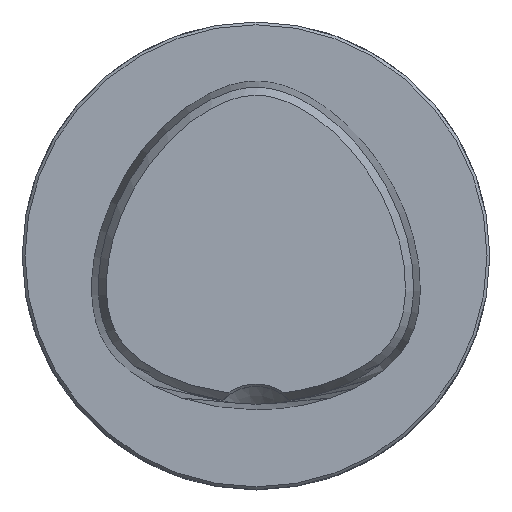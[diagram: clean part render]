
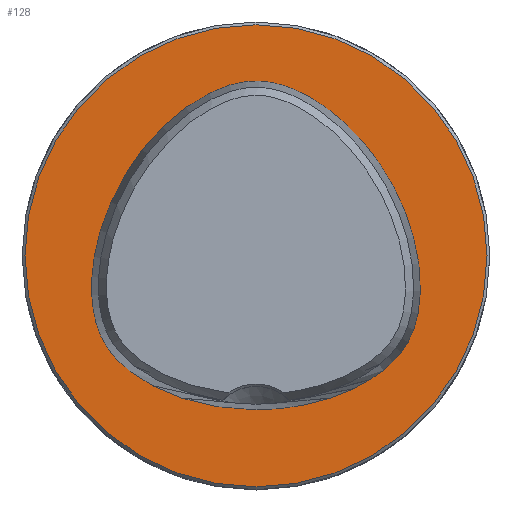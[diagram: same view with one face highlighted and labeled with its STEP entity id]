
A CAD part, top view. The second image highlights one B-rep face of the part: STEP entity #128.
In plain terms, the highlighted planar face has unit normal (0, 0, 1).
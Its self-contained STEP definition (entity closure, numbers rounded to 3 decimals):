
#114=FACE_BOUND('',#207,.T.);
#115=FACE_BOUND('',#208,.T.);
#128=ADVANCED_FACE('CU_E_LO_SU_1',(#114,#115),#157,.F.);
#157=PLANE('',#564);
#207=EDGE_LOOP('',(#294));
#208=EDGE_LOOP('',(#295));
#242=CIRCLE('',#563,24.7);
#294=ORIENTED_EDGE('',*,*,#432,.T.);
#295=ORIENTED_EDGE('',*,*,#470,.T.);
#385=VERTEX_POINT('',#1078);
#422=VERTEX_POINT('',#1535);
#432=EDGE_CURVE('',#385,#385,#497,.T.);
#470=EDGE_CURVE('',#422,#422,#242,.T.);
#497=B_SPLINE_CURVE_WITH_KNOTS('',3,(#1015,#1016,#1017,#1018,#1019,#1020,
#1021,#1022,#1023,#1024,#1025,#1026,#1027,#1028,#1029,#1030,#1031,#1032,
#1033,#1034,#1035,#1036,#1037,#1038,#1039,#1040,#1041,#1042,#1043,#1044,
#1045,#1046,#1047,#1048,#1049,#1050,#1051,#1052,#1053,#1054,#1055,#1056,
#1057,#1058,#1059,#1060,#1061,#1062,#1063,#1064,#1065,#1066,#1067,#1068,
#1069,#1070,#1071,#1072,#1073,#1074,#1075,#1076,#1077),.UNSPECIFIED.,.T.,
 .F.,(1,1,2,1,1,1,1,1,1,1,1,1,1,1,1,1,1,1,1,1,1,1,1,1,1,1,1,1,1,1,1,1,1,
1,1,1,1,1,1,1,1,1,1,1,1,1,1,1,1,1,1,1,1,1,1,1,1,1,1,1,1,1,2,1,1),(-0.063,
-0.031,0.,0.031,0.063,0.078,0.094,0.109,0.125,0.141,0.156,
0.164,0.172,0.18,0.188,0.203,0.219,0.234,0.25,0.266,
0.281,0.313,0.344,0.359,0.375,0.406,0.422,0.438,0.453,
0.469,0.484,0.492,0.5,0.508,0.516,0.531,0.547,0.563,
0.578,0.594,0.625,0.641,0.656,0.688,0.719,0.734,0.75,0.766,
0.781,0.797,0.813,0.82,0.828,0.836,0.844,0.859,0.875,
0.891,0.906,0.922,0.938,0.969,1.,1.031,1.063),
 .UNSPECIFIED.);
#563=AXIS2_PLACEMENT_3D('',#1534,#638,#639);
#564=AXIS2_PLACEMENT_3D('',#1536,#640,#641);
#638=DIRECTION('',(0.,0.,1.));
#639=DIRECTION('',(1.,0.,0.));
#640=DIRECTION('',(0.,0.,-1.));
#641=DIRECTION('',(-1.,0.,0.));
#1015=CARTESIAN_POINT('',(1.148,-16.455,0.));
#1016=CARTESIAN_POINT('',(-1.148,-16.455,0.));
#1017=CARTESIAN_POINT('',(-3.446,-16.307,0.));
#1018=CARTESIAN_POINT('',(-6.27,-15.742,0.));
#1019=CARTESIAN_POINT('',(-8.462,-15.051,0.));
#1020=CARTESIAN_POINT('',(-10.063,-14.406,0.));
#1021=CARTESIAN_POINT('',(-11.604,-13.626,0.));
#1022=CARTESIAN_POINT('',(-13.064,-12.701,0.));
#1023=CARTESIAN_POINT('',(-14.411,-11.614,0.));
#1024=CARTESIAN_POINT('',(-15.395,-10.552,0.));
#1025=CARTESIAN_POINT('',(-16.054,-9.603,0.));
#1026=CARTESIAN_POINT('',(-16.475,-8.844,0.));
#1027=CARTESIAN_POINT('',(-16.819,-8.048,0.));
#1028=CARTESIAN_POINT('',(-17.179,-6.952,0.));
#1029=CARTESIAN_POINT('',(-17.466,-5.536,0.));
#1030=CARTESIAN_POINT('',(-17.599,-3.812,0.));
#1031=CARTESIAN_POINT('',(-17.556,-2.085,0.));
#1032=CARTESIAN_POINT('',(-17.361,-0.371,0.));
#1033=CARTESIAN_POINT('',(-17.031,1.323,0.));
#1034=CARTESIAN_POINT('',(-16.424,3.54,0.));
#1035=CARTESIAN_POINT('',(-15.38,6.223,0.));
#1036=CARTESIAN_POINT('',(-13.995,8.746,0.));
#1037=CARTESIAN_POINT('',(-12.698,10.643,0.));
#1038=CARTESIAN_POINT('',(-11.279,12.451,0.));
#1039=CARTESIAN_POINT('',(-9.68,14.11,0.));
#1040=CARTESIAN_POINT('',(-7.907,15.575,0.));
#1041=CARTESIAN_POINT('',(-6.49,16.562,0.));
#1042=CARTESIAN_POINT('',(-4.988,17.415,0.));
#1043=CARTESIAN_POINT('',(-3.4,18.102,0.));
#1044=CARTESIAN_POINT('',(-2.009,18.496,0.));
#1045=CARTESIAN_POINT('',(-0.866,18.666,0.));
#1046=CARTESIAN_POINT('',(0.,18.71,0.));
#1047=CARTESIAN_POINT('',(0.866,18.666,0.));
#1048=CARTESIAN_POINT('',(2.009,18.496,0.));
#1049=CARTESIAN_POINT('',(3.4,18.102,0.));
#1050=CARTESIAN_POINT('',(4.988,17.415,0.));
#1051=CARTESIAN_POINT('',(6.49,16.562,0.));
#1052=CARTESIAN_POINT('',(7.907,15.575,0.));
#1053=CARTESIAN_POINT('',(9.68,14.11,0.));
#1054=CARTESIAN_POINT('',(11.279,12.451,0.));
#1055=CARTESIAN_POINT('',(12.698,10.643,0.));
#1056=CARTESIAN_POINT('',(13.995,8.746,0.));
#1057=CARTESIAN_POINT('',(15.38,6.223,0.));
#1058=CARTESIAN_POINT('',(16.424,3.54,0.));
#1059=CARTESIAN_POINT('',(17.031,1.323,0.));
#1060=CARTESIAN_POINT('',(17.361,-0.371,0.));
#1061=CARTESIAN_POINT('',(17.556,-2.085,0.));
#1062=CARTESIAN_POINT('',(17.599,-3.812,0.));
#1063=CARTESIAN_POINT('',(17.466,-5.536,0.));
#1064=CARTESIAN_POINT('',(17.179,-6.952,0.));
#1065=CARTESIAN_POINT('',(16.819,-8.048,0.));
#1066=CARTESIAN_POINT('',(16.475,-8.844,0.));
#1067=CARTESIAN_POINT('',(16.054,-9.603,0.));
#1068=CARTESIAN_POINT('',(15.395,-10.552,0.));
#1069=CARTESIAN_POINT('',(14.411,-11.614,0.));
#1070=CARTESIAN_POINT('',(13.064,-12.701,0.));
#1071=CARTESIAN_POINT('',(11.604,-13.626,0.));
#1072=CARTESIAN_POINT('',(10.063,-14.406,0.));
#1073=CARTESIAN_POINT('',(8.462,-15.051,0.));
#1074=CARTESIAN_POINT('',(6.27,-15.742,0.));
#1075=CARTESIAN_POINT('',(3.446,-16.307,0.));
#1076=CARTESIAN_POINT('',(1.148,-16.455,0.));
#1077=CARTESIAN_POINT('',(-1.148,-16.455,0.));
#1078=CARTESIAN_POINT('',(0.,-16.455,0.));
#1534=CARTESIAN_POINT('',(0.,0.,0.));
#1535=CARTESIAN_POINT('',(24.7,0.,0.));
#1536=CARTESIAN_POINT('',(0.,1.113,0.));
